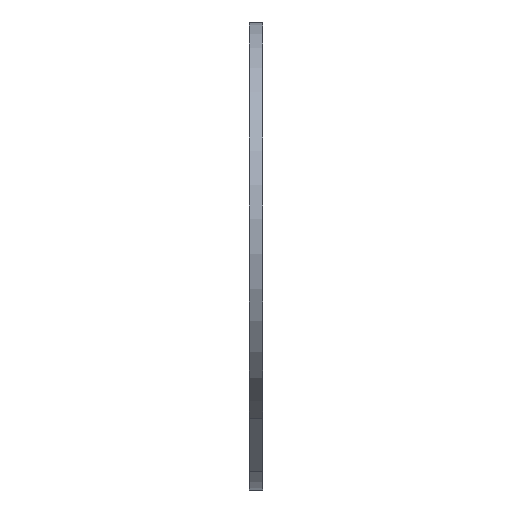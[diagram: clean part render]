
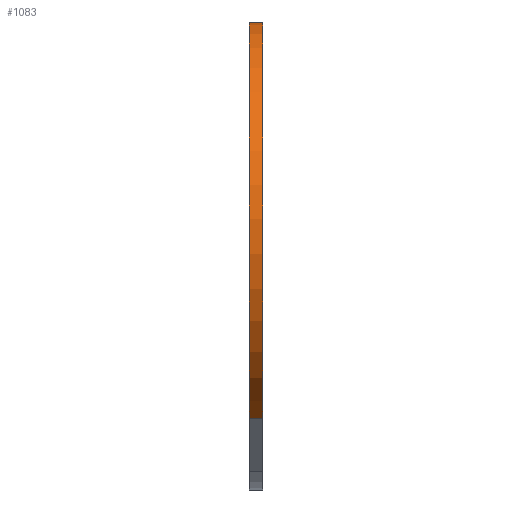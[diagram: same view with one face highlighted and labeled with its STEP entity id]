
A CAD part, front view. The second image highlights one B-rep face of the part: STEP entity #1083.
In plain terms, the highlighted cylindrical face has radius 45.71 mm (diameter 91.42 mm), a partial arc.
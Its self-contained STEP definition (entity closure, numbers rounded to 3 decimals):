
#121=FACE_OUTER_BOUND('',#215,.T.);
#215=EDGE_LOOP('',(#979,#980,#981,#982));
#297=LINE('',#1838,#379);
#298=LINE('',#1840,#380);
#379=VECTOR('',#1529,10.);
#380=VECTOR('',#1532,10.);
#399=CIRCLE('',#1126,45.71);
#446=CIRCLE('',#1197,45.71);
#477=VERTEX_POINT('',#1610);
#478=VERTEX_POINT('',#1612);
#544=VERTEX_POINT('',#1796);
#545=VERTEX_POINT('',#1798);
#583=EDGE_CURVE('',#478,#477,#399,.T.);
#678=EDGE_CURVE('',#544,#545,#446,.T.);
#697=EDGE_CURVE('',#477,#545,#297,.T.);
#698=EDGE_CURVE('',#478,#544,#298,.T.);
#979=ORIENTED_EDGE('',*,*,#583,.T.);
#980=ORIENTED_EDGE('',*,*,#697,.T.);
#981=ORIENTED_EDGE('',*,*,#678,.F.);
#982=ORIENTED_EDGE('',*,*,#698,.F.);
#1034=CYLINDRICAL_SURFACE('',#1217,45.71);
#1083=ADVANCED_FACE('',(#121),#1034,.T.);
#1126=AXIS2_PLACEMENT_3D('',#1613,#1287,#1288);
#1197=AXIS2_PLACEMENT_3D('',#1799,#1477,#1478);
#1217=AXIS2_PLACEMENT_3D('',#1839,#1530,#1531);
#1287=DIRECTION('center_axis',(1.,0.,0.));
#1288=DIRECTION('ref_axis',(0.,0.,1.));
#1477=DIRECTION('center_axis',(1.,0.,0.));
#1478=DIRECTION('ref_axis',(0.,0.,1.));
#1529=DIRECTION('',(1.,0.,0.));
#1530=DIRECTION('center_axis',(1.,0.,0.));
#1531=DIRECTION('ref_axis',(0.,0.,1.));
#1532=DIRECTION('',(1.,0.,0.));
#1610=CARTESIAN_POINT('',(51.,-428.089,-41.338));
#1612=CARTESIAN_POINT('',(51.,-408.58,45.71));
#1613=CARTESIAN_POINT('Origin',(51.,-408.58,0.));
#1796=CARTESIAN_POINT('',(54.,-408.58,45.71));
#1798=CARTESIAN_POINT('',(54.,-428.089,-41.338));
#1799=CARTESIAN_POINT('Origin',(54.,-408.58,0.));
#1838=CARTESIAN_POINT('',(51.,-428.089,-41.338));
#1839=CARTESIAN_POINT('Origin',(51.,-408.58,0.));
#1840=CARTESIAN_POINT('',(51.,-408.58,45.71));
